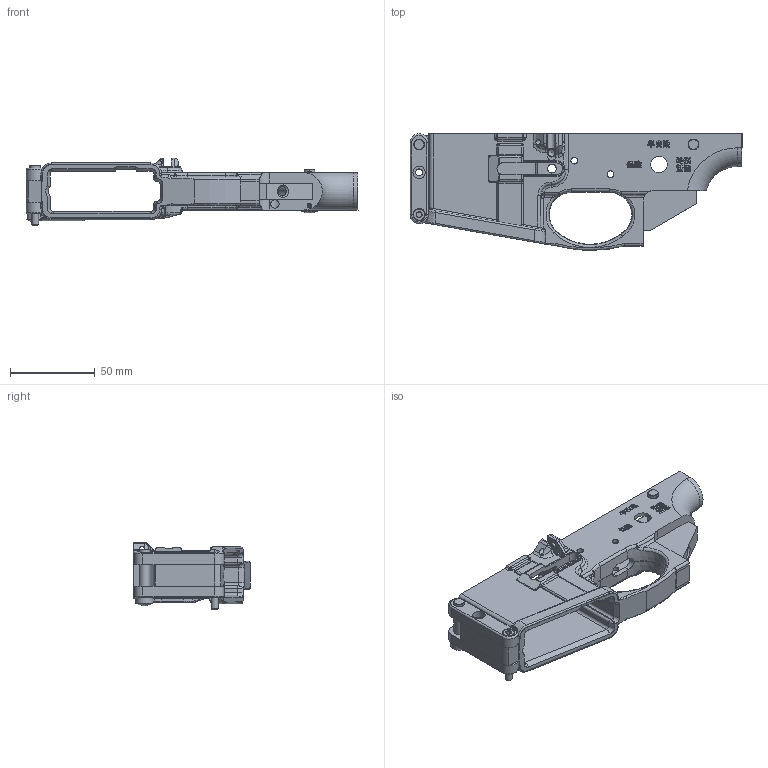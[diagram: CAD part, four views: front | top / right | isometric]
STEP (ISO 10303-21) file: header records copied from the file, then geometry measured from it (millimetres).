
FILE_DESCRIPTION(/* description */ (''),/* implementation_level */ '2;1');
FILE_NAME(/* name */ 'PPX-15SC Assembly.step',/* time_stamp */ '2023-02-04T00:25:07-05:00',/* author */ (''),/* organization */ (''),/* preprocessor_version */ 'ST-DEVELOPER v19.2',/* originating_system */ 'Autodesk Translation Framework v11.17.0.187',/* authorisation */ '');
FILE_SCHEMA (('AUTOMOTIVE_DESIGN { 1 0 10303 214 3 1 1 }'));
Products named in the file (12): PPX-16SC; PPX-15 v23; Lopped-Off Perun Lower v14; Takedown Assembly; Takedown Pin Back; Takedown Pin Front; Takedown Pin Detent; Takedown Spring Back; Takedown Spring Front; Lower Receiver Body; 91290A172_NO THREADS_Black-Oxide Alloy Steel Socket Head Screw; 90592A090_NO THREADS_Steel Hex Nut
Assembly tree (12 placements, depth 5):
  PPX-16SC
    PPX-15 v23
      Lopped-Off Perun Lower v14
        Takedown Assembly
          Takedown Pin Back
          Takedown Pin Front
          Takedown Pin Detent  x2
          Takedown Spring Back
          Takedown Spring Front
        Lower Receiver Body
        91290A172_NO THREADS_Black-Oxide Alloy Steel Socket Head Screw
        90592A090_NO THREADS_Steel Hex Nut
Bounding box: 195.98 x 68.8 x 39.75 mm (x, y, z)
Volume: 93152.8 mm3; surface area: 57549.9 mm2
Topology: 11 solids, 11 shells, 1240 faces, 3316 edges, 2134 vertices
Faces by surface type: plane 649, bspline 297, cylinder 206, torus 38, cone 37, sphere 13
Full cylindrical faces by diameter (mm): 1.6 x4, 2.286 x2, 2.464 x1, 2.75 x1, 2.8 x2, 3.962 x4, 4 x8, 4.95 x1, 5 x1, 5.2 x1, 5.537 x1, 5.664 x1, 6.274 x4, 6.375 x2, 7 x1, 7.3 x2, 7.9 x1, 9.525 x1, 9.85 x2, 11.176 x1
Entity records: 50349 total; most frequent: CARTESIAN_POINT 20891, ORIENTED_EDGE 6594, DIRECTION 5139, EDGE_CURVE 3297, VERTEX_POINT 2129, LINE 2021, VECTOR 2021, AXIS2_PLACEMENT_3D 1559
